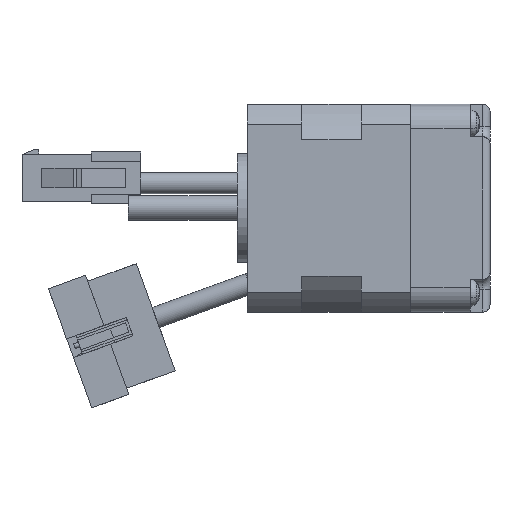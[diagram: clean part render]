
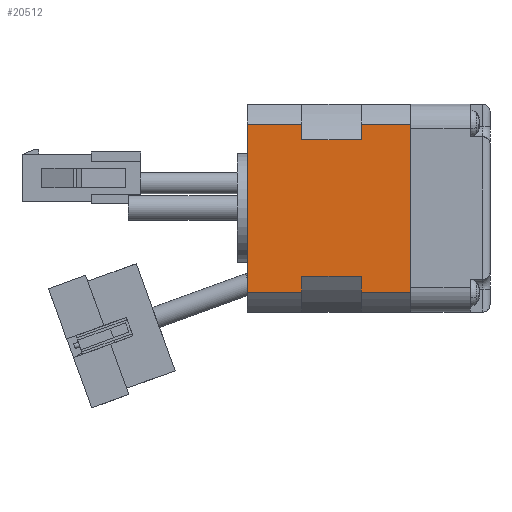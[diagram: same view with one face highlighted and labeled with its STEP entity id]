
A CAD part, front view. The second image highlights one B-rep face of the part: STEP entity #20512.
In plain terms, the highlighted planar face has unit normal (0, -1, 0).
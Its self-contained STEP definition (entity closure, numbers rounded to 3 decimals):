
#2868 = CARTESIAN_POINT ( 'NONE',  ( 4.029, 0., 33. ) ) ;
#2870 = PLANE ( 'NONE',  #4652 ) ;
#2873 = DIRECTION ( 'NONE',  ( 0., 1., 0. ) ) ;
#2874 = DIRECTION ( 'NONE',  ( -1., 0., 0. ) ) ;
#4652 = AXIS2_PLACEMENT_3D ( 'NONE', #2868, #2873, #2874 ) ;
#8446 = FACE_OUTER_BOUND ( 'NONE', #29534, .T. ) ;
#20512 = ADVANCED_FACE ( 'NONE', ( #8446 ), #2870, .F. ) ;
#27462 = EDGE_CURVE ( 'NONE', #66147, #66149, #44855, .T. ) ;
#27464 = EDGE_CURVE ( 'NONE', #66147, #66159, #44864, .T. ) ;
#27466 = EDGE_CURVE ( 'NONE', #66159, #66161, #44866, .T. ) ;
#27468 = EDGE_CURVE ( 'NONE', #66139, #66161, #44872, .T. ) ;
#27470 = EDGE_CURVE ( 'NONE', #66155, #66139, #44874, .T. ) ;
#27471 = EDGE_CURVE ( 'NONE', #66143, #66155, #44876, .T. ) ;
#27473 = EDGE_CURVE ( 'NONE', #66143, #66169, #44882, .T. ) ;
#27475 = EDGE_CURVE ( 'NONE', #66163, #66169, #44880, .T. ) ;
#27477 = EDGE_CURVE ( 'NONE', #66165, #66163, #44889, .T. ) ;
#27478 = EDGE_CURVE ( 'NONE', #66165, #66175, #44887, .T. ) ;
#27480 = EDGE_CURVE ( 'NONE', #66175, #66177, #44895, .T. ) ;
#27482 = EDGE_CURVE ( 'NONE', #66149, #66177, #44891, .T. ) ;
#29534 = EDGE_LOOP ( 'NONE', ( #58155, #58158, #58159, #58161, #58163, #58165, #58167, #58169, #58170, #58172, #58173, #58175 ) ) ;
#44186 = CARTESIAN_POINT ( 'NONE',  ( 4.029, 0., 10. ) ) ;
#44193 = DIRECTION ( 'NONE',  ( 1., 0., 0. ) ) ;
#44194 = CARTESIAN_POINT ( 'NONE',  ( 4.029, 0., 0. ) ) ;
#44196 = CARTESIAN_POINT ( 'NONE',  ( 4.029, 0., 33. ) ) ;
#44198 = DIRECTION ( 'NONE',  ( 0., 0., -1. ) ) ;
#44200 = CARTESIAN_POINT ( 'NONE',  ( 4.029, 0., 10. ) ) ;
#44201 = DIRECTION ( 'NONE',  ( 1., 0., 0. ) ) ;
#44204 = CARTESIAN_POINT ( 'NONE',  ( 37.971, 0., 33. ) ) ;
#44205 = CARTESIAN_POINT ( 'NONE',  ( 34.766, 0., 10. ) ) ;
#44206 = DIRECTION ( 'NONE',  ( 0., 0., -1. ) ) ;
#44209 = DIRECTION ( 'NONE',  ( 1., 0., 0. ) ) ;
#44210 = DIRECTION ( 'NONE',  ( 0., 0., -1. ) ) ;
#44211 = DIRECTION ( 'NONE',  ( 0., 0., -1. ) ) ;
#44213 = CARTESIAN_POINT ( 'NONE',  ( 4.029, 0., 22. ) ) ;
#44214 = DIRECTION ( 'NONE',  ( 1., 0., 0. ) ) ;
#44216 = CARTESIAN_POINT ( 'NONE',  ( 4.029, 0., 33. ) ) ;
#44217 = CARTESIAN_POINT ( 'NONE',  ( 37.971, 0., 33. ) ) ;
#44221 = CARTESIAN_POINT ( 'NONE',  ( 7.234, 0., 10. ) ) ;
#44223 = CARTESIAN_POINT ( 'NONE',  ( 4.029, 0., 33. ) ) ;
#44225 = DIRECTION ( 'NONE',  ( 1., 0., 0. ) ) ;
#44226 = DIRECTION ( 'NONE',  ( 0., 0., -1. ) ) ;
#44229 = CARTESIAN_POINT ( 'NONE',  ( 4.029, 0., 22. ) ) ;
#44230 = DIRECTION ( 'NONE',  ( 1., 0., 0. ) ) ;
#44234 = DIRECTION ( 'NONE',  ( 0., 0., 1. ) ) ;
#44855 = LINE ( 'NONE', #44186, #44863 ) ;
#44863 = VECTOR ( 'NONE', #44193, 1000. ) ;
#44864 = LINE ( 'NONE', #44196, #44867 ) ;
#44866 = LINE ( 'NONE', #44194, #44871 ) ;
#44867 = VECTOR ( 'NONE', #44198, 1000. ) ;
#44871 = VECTOR ( 'NONE', #44201, 1000. ) ;
#44872 = LINE ( 'NONE', #44204, #44875 ) ;
#44874 = LINE ( 'NONE', #44200, #44879 ) ;
#44875 = VECTOR ( 'NONE', #44206, 1000. ) ;
#44876 = LINE ( 'NONE', #44205, #44881 ) ;
#44879 = VECTOR ( 'NONE', #44209, 1000. ) ;
#44880 = LINE ( 'NONE', #44217, #44888 ) ;
#44881 = VECTOR ( 'NONE', #44210, 1000. ) ;
#44882 = LINE ( 'NONE', #44213, #44885 ) ;
#44885 = VECTOR ( 'NONE', #44214, 1000. ) ;
#44887 = LINE ( 'NONE', #44216, #44894 ) ;
#44888 = VECTOR ( 'NONE', #44211, 1000. ) ;
#44889 = LINE ( 'NONE', #44223, #44892 ) ;
#44891 = LINE ( 'NONE', #44221, #44902 ) ;
#44892 = VECTOR ( 'NONE', #44225, 1000. ) ;
#44894 = VECTOR ( 'NONE', #44226, 1000. ) ;
#44895 = LINE ( 'NONE', #44229, #44898 ) ;
#44898 = VECTOR ( 'NONE', #44230, 1000. ) ;
#44902 = VECTOR ( 'NONE', #44234, 1000. ) ;
#58155 = ORIENTED_EDGE ( 'NONE', *, *, #27462, .F. ) ;
#58158 = ORIENTED_EDGE ( 'NONE', *, *, #27464, .T. ) ;
#58159 = ORIENTED_EDGE ( 'NONE', *, *, #27466, .T. ) ;
#58161 = ORIENTED_EDGE ( 'NONE', *, *, #27468, .F. ) ;
#58163 = ORIENTED_EDGE ( 'NONE', *, *, #27470, .F. ) ;
#58165 = ORIENTED_EDGE ( 'NONE', *, *, #27471, .F. ) ;
#58167 = ORIENTED_EDGE ( 'NONE', *, *, #27473, .T. ) ;
#58169 = ORIENTED_EDGE ( 'NONE', *, *, #27475, .F. ) ;
#58170 = ORIENTED_EDGE ( 'NONE', *, *, #27477, .F. ) ;
#58172 = ORIENTED_EDGE ( 'NONE', *, *, #27478, .T. ) ;
#58173 = ORIENTED_EDGE ( 'NONE', *, *, #27480, .T. ) ;
#58175 = ORIENTED_EDGE ( 'NONE', *, *, #27482, .F. ) ;
#66139 = VERTEX_POINT ( 'NONE', #73268 ) ;
#66143 = VERTEX_POINT ( 'NONE', #73272 ) ;
#66147 = VERTEX_POINT ( 'NONE', #73276 ) ;
#66149 = VERTEX_POINT ( 'NONE', #73278 ) ;
#66155 = VERTEX_POINT ( 'NONE', #73283 ) ;
#66159 = VERTEX_POINT ( 'NONE', #73287 ) ;
#66161 = VERTEX_POINT ( 'NONE', #73289 ) ;
#66163 = VERTEX_POINT ( 'NONE', #73291 ) ;
#66165 = VERTEX_POINT ( 'NONE', #73292 ) ;
#66169 = VERTEX_POINT ( 'NONE', #73296 ) ;
#66175 = VERTEX_POINT ( 'NONE', #73303 ) ;
#66177 = VERTEX_POINT ( 'NONE', #73305 ) ;
#73268 = CARTESIAN_POINT ( 'NONE',  ( 37.971, 0., 10. ) ) ;
#73272 = CARTESIAN_POINT ( 'NONE',  ( 34.766, 0., 22. ) ) ;
#73276 = CARTESIAN_POINT ( 'NONE',  ( 4.029, 0., 10. ) ) ;
#73278 = CARTESIAN_POINT ( 'NONE',  ( 7.234, 0., 10. ) ) ;
#73283 = CARTESIAN_POINT ( 'NONE',  ( 34.766, 0., 10. ) ) ;
#73287 = CARTESIAN_POINT ( 'NONE',  ( 4.029, 0., 0. ) ) ;
#73289 = CARTESIAN_POINT ( 'NONE',  ( 37.971, 0., 0. ) ) ;
#73291 = CARTESIAN_POINT ( 'NONE',  ( 37.971, 0., 33. ) ) ;
#73292 = CARTESIAN_POINT ( 'NONE',  ( 4.029, 0., 33. ) ) ;
#73296 = CARTESIAN_POINT ( 'NONE',  ( 37.971, 0., 22. ) ) ;
#73303 = CARTESIAN_POINT ( 'NONE',  ( 4.029, 0., 22. ) ) ;
#73305 = CARTESIAN_POINT ( 'NONE',  ( 7.234, 0., 22. ) ) ;
